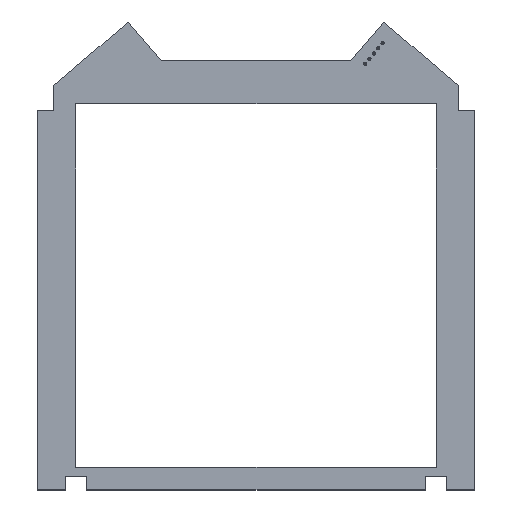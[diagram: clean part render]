
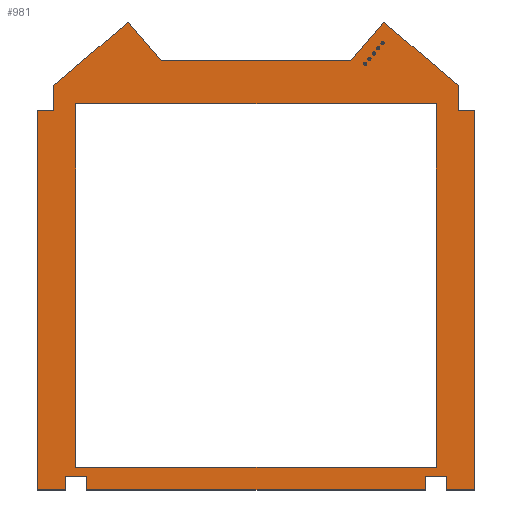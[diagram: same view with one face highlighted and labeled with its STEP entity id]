
A CAD part, top view. The second image highlights one B-rep face of the part: STEP entity #981.
In plain terms, the highlighted planar face has unit normal (0, 0, 1).
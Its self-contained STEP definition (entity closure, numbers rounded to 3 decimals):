
#77 = VERTEX_POINT('',#78);
#78 = CARTESIAN_POINT('',(33.782,-193.167,0.));
#95 = VERTEX_POINT('',#96);
#96 = CARTESIAN_POINT('',(33.782,-188.151,0.));
#102 = EDGE_CURVE('',#77,#95,#103,.T.);
#103 = LINE('',#104,#105);
#104 = CARTESIAN_POINT('',(33.782,-193.167,0.));
#105 = VECTOR('',#106,1.);
#106 = DIRECTION('',(0.,1.,0.));
#117 = VERTEX_POINT('',#118);
#118 = CARTESIAN_POINT('',(159.766,-193.167,0.));
#133 = EDGE_CURVE('',#117,#77,#134,.T.);
#134 = LINE('',#135,#136);
#135 = CARTESIAN_POINT('',(159.766,-193.167,0.));
#136 = VECTOR('',#137,1.);
#137 = DIRECTION('',(-1.,0.,0.));
#157 = VERTEX_POINT('',#158);
#158 = CARTESIAN_POINT('',(25.908,-188.151,0.));
#164 = EDGE_CURVE('',#95,#157,#165,.T.);
#165 = LINE('',#166,#167);
#166 = CARTESIAN_POINT('',(33.782,-188.151,0.));
#167 = VECTOR('',#168,1.);
#168 = DIRECTION('',(-1.,0.,0.));
#179 = VERTEX_POINT('',#180);
#180 = CARTESIAN_POINT('',(159.766,-188.151,0.));
#195 = EDGE_CURVE('',#179,#117,#196,.T.);
#196 = LINE('',#197,#198);
#197 = CARTESIAN_POINT('',(159.766,-188.151,0.));
#198 = VECTOR('',#199,1.);
#199 = DIRECTION('',(0.,-1.,0.));
#219 = VERTEX_POINT('',#220);
#220 = CARTESIAN_POINT('',(25.908,-193.167,0.));
#226 = EDGE_CURVE('',#157,#219,#227,.T.);
#227 = LINE('',#228,#229);
#228 = CARTESIAN_POINT('',(25.908,-188.151,0.));
#229 = VECTOR('',#230,1.);
#230 = DIRECTION('',(0.,-1.,0.));
#241 = VERTEX_POINT('',#242);
#242 = CARTESIAN_POINT('',(167.64,-188.151,0.));
#257 = EDGE_CURVE('',#241,#179,#258,.T.);
#258 = LINE('',#259,#260);
#259 = CARTESIAN_POINT('',(167.64,-188.151,0.));
#260 = VECTOR('',#261,1.);
#261 = DIRECTION('',(-1.,0.,0.));
#281 = VERTEX_POINT('',#282);
#282 = CARTESIAN_POINT('',(15.367,-193.167,0.));
#288 = EDGE_CURVE('',#219,#281,#289,.T.);
#289 = LINE('',#290,#291);
#290 = CARTESIAN_POINT('',(25.908,-193.167,0.));
#291 = VECTOR('',#292,1.);
#292 = DIRECTION('',(-1.,0.,0.));
#303 = VERTEX_POINT('',#304);
#304 = CARTESIAN_POINT('',(167.64,-193.167,0.));
#319 = EDGE_CURVE('',#303,#241,#320,.T.);
#320 = LINE('',#321,#322);
#321 = CARTESIAN_POINT('',(167.64,-193.167,0.));
#322 = VECTOR('',#323,1.);
#323 = DIRECTION('',(0.,1.,0.));
#343 = VERTEX_POINT('',#344);
#344 = CARTESIAN_POINT('',(15.367,-51.88,0.));
#350 = EDGE_CURVE('',#281,#343,#351,.T.);
#351 = LINE('',#352,#353);
#352 = CARTESIAN_POINT('',(15.367,-193.167,0.));
#353 = VECTOR('',#354,1.);
#354 = DIRECTION('',(0.,1.,0.));
#365 = VERTEX_POINT('',#366);
#366 = CARTESIAN_POINT('',(178.181,-193.167,0.));
#381 = EDGE_CURVE('',#365,#303,#382,.T.);
#382 = LINE('',#383,#384);
#383 = CARTESIAN_POINT('',(178.181,-193.167,0.));
#384 = VECTOR('',#385,1.);
#385 = DIRECTION('',(-1.,0.,0.));
#405 = VERTEX_POINT('',#406);
#406 = CARTESIAN_POINT('',(21.336,-51.88,0.));
#412 = EDGE_CURVE('',#343,#405,#413,.T.);
#413 = LINE('',#414,#415);
#414 = CARTESIAN_POINT('',(15.367,-51.88,0.));
#415 = VECTOR('',#416,1.);
#416 = DIRECTION('',(1.,0.,0.));
#427 = VERTEX_POINT('',#428);
#428 = CARTESIAN_POINT('',(178.181,-51.88,0.));
#443 = EDGE_CURVE('',#427,#365,#444,.T.);
#444 = LINE('',#445,#446);
#445 = CARTESIAN_POINT('',(178.181,-51.88,0.));
#446 = VECTOR('',#447,1.);
#447 = DIRECTION('',(0.,-1.,0.));
#467 = VERTEX_POINT('',#468);
#468 = CARTESIAN_POINT('',(21.336,-42.509,0.));
#474 = EDGE_CURVE('',#405,#467,#475,.T.);
#475 = LINE('',#476,#477);
#476 = CARTESIAN_POINT('',(21.336,-51.88,0.));
#477 = VECTOR('',#478,1.);
#478 = DIRECTION('',(0.,1.,0.));
#489 = VERTEX_POINT('',#490);
#490 = CARTESIAN_POINT('',(172.212,-51.88,0.));
#505 = EDGE_CURVE('',#489,#427,#506,.T.);
#506 = LINE('',#507,#508);
#507 = CARTESIAN_POINT('',(172.212,-51.88,0.));
#508 = VECTOR('',#509,1.);
#509 = DIRECTION('',(1.,0.,0.));
#529 = VERTEX_POINT('',#530);
#530 = CARTESIAN_POINT('',(49.19,-18.8,0.));
#536 = EDGE_CURVE('',#467,#529,#537,.T.);
#537 = LINE('',#538,#539);
#538 = CARTESIAN_POINT('',(21.336,-42.509,0.));
#539 = VECTOR('',#540,1.);
#540 = DIRECTION('',(0.761,0.648,0.));
#551 = VERTEX_POINT('',#552);
#552 = CARTESIAN_POINT('',(172.212,-42.509,0.));
#567 = EDGE_CURVE('',#551,#489,#568,.T.);
#568 = LINE('',#569,#570);
#569 = CARTESIAN_POINT('',(172.212,-42.509,0.));
#570 = VECTOR('',#571,1.);
#571 = DIRECTION('',(0.,-1.,0.));
#591 = VERTEX_POINT('',#592);
#592 = CARTESIAN_POINT('',(61.456,-33.211,0.));
#598 = EDGE_CURVE('',#529,#591,#599,.T.);
#599 = LINE('',#600,#601);
#600 = CARTESIAN_POINT('',(49.19,-18.8,0.));
#601 = VECTOR('',#602,1.);
#602 = DIRECTION('',(0.648,-0.761,0.));
#613 = VERTEX_POINT('',#614);
#614 = CARTESIAN_POINT('',(144.358,-18.8,0.));
#629 = EDGE_CURVE('',#613,#551,#630,.T.);
#630 = LINE('',#631,#632);
#631 = CARTESIAN_POINT('',(144.358,-18.8,0.));
#632 = VECTOR('',#633,1.);
#633 = DIRECTION('',(0.761,-0.648,0.));
#653 = VERTEX_POINT('',#654);
#654 = CARTESIAN_POINT('',(132.092,-33.211,0.));
#660 = EDGE_CURVE('',#591,#653,#661,.T.);
#661 = LINE('',#662,#663);
#662 = CARTESIAN_POINT('',(61.456,-33.211,0.));
#663 = VECTOR('',#664,1.);
#664 = DIRECTION('',(1.,0.,0.));
#682 = EDGE_CURVE('',#653,#613,#683,.T.);
#683 = LINE('',#684,#685);
#684 = CARTESIAN_POINT('',(132.092,-33.211,0.));
#685 = VECTOR('',#686,1.);
#686 = DIRECTION('',(0.648,0.761,0.));
#697 = VERTEX_POINT('',#698);
#698 = CARTESIAN_POINT('',(139.647,-32.471,0.));
#714 = EDGE_CURVE('',#697,#697,#715,.T.);
#715 = CIRCLE('',#716,0.6);
#716 = AXIS2_PLACEMENT_3D('',#717,#718,#719);
#717 = CARTESIAN_POINT('',(139.047,-32.471,0.));
#718 = DIRECTION('',(0.,0.,1.));
#719 = DIRECTION('',(1.,0.,-0.));
#730 = VERTEX_POINT('',#731);
#731 = CARTESIAN_POINT('',(141.279,-30.525,0.));
#747 = EDGE_CURVE('',#730,#730,#748,.T.);
#748 = CIRCLE('',#749,0.6);
#749 = AXIS2_PLACEMENT_3D('',#750,#751,#752);
#750 = CARTESIAN_POINT('',(140.679,-30.525,0.));
#751 = DIRECTION('',(0.,0.,1.));
#752 = DIRECTION('',(1.,0.,-0.));
#763 = VERTEX_POINT('',#764);
#764 = CARTESIAN_POINT('',(144.545,-26.634,0.));
#780 = EDGE_CURVE('',#763,#763,#781,.T.);
#781 = CIRCLE('',#782,0.6);
#782 = AXIS2_PLACEMENT_3D('',#783,#784,#785);
#783 = CARTESIAN_POINT('',(143.945,-26.634,0.));
#784 = DIRECTION('',(0.,0.,1.));
#785 = DIRECTION('',(1.,0.,-0.));
#796 = VERTEX_POINT('',#797);
#797 = CARTESIAN_POINT('',(142.912,-28.58,0.));
#813 = EDGE_CURVE('',#796,#796,#814,.T.);
#814 = CIRCLE('',#815,0.6);
#815 = AXIS2_PLACEMENT_3D('',#816,#817,#818);
#816 = CARTESIAN_POINT('',(142.312,-28.58,0.));
#817 = DIRECTION('',(0.,0.,1.));
#818 = DIRECTION('',(1.,0.,-0.));
#829 = VERTEX_POINT('',#830);
#830 = CARTESIAN_POINT('',(138.014,-34.417,0.));
#846 = EDGE_CURVE('',#829,#829,#847,.T.);
#847 = CIRCLE('',#848,0.6);
#848 = AXIS2_PLACEMENT_3D('',#849,#850,#851);
#849 = CARTESIAN_POINT('',(137.414,-34.417,0.));
#850 = DIRECTION('',(0.,0.,1.));
#851 = DIRECTION('',(1.,0.,-0.));
#862 = VERTEX_POINT('',#863);
#863 = CARTESIAN_POINT('',(29.591,-49.34,0.));
#880 = VERTEX_POINT('',#881);
#881 = CARTESIAN_POINT('',(163.957,-49.34,0.));
#887 = EDGE_CURVE('',#862,#880,#888,.T.);
#888 = LINE('',#889,#890);
#889 = CARTESIAN_POINT('',(29.591,-49.34,0.));
#890 = VECTOR('',#891,1.);
#891 = DIRECTION('',(1.,0.,0.));
#902 = VERTEX_POINT('',#903);
#903 = CARTESIAN_POINT('',(29.591,-184.658,0.));
#918 = EDGE_CURVE('',#902,#862,#919,.T.);
#919 = LINE('',#920,#921);
#920 = CARTESIAN_POINT('',(29.591,-184.658,0.));
#921 = VECTOR('',#922,1.);
#922 = DIRECTION('',(0.,1.,0.));
#942 = VERTEX_POINT('',#943);
#943 = CARTESIAN_POINT('',(163.957,-184.658,0.));
#949 = EDGE_CURVE('',#880,#942,#950,.T.);
#950 = LINE('',#951,#952);
#951 = CARTESIAN_POINT('',(163.957,-49.34,0.));
#952 = VECTOR('',#953,1.);
#953 = DIRECTION('',(0.,-1.,0.));
#971 = EDGE_CURVE('',#942,#902,#972,.T.);
#972 = LINE('',#973,#974);
#973 = CARTESIAN_POINT('',(163.957,-184.658,0.));
#974 = VECTOR('',#975,1.);
#975 = DIRECTION('',(-1.,0.,0.));
#981 = ADVANCED_FACE('',(#982,#1004,#1007,#1010,#1013,#1016,#1019),#1025
  ,.F.);
#982 = FACE_BOUND('',#983,.F.);
#983 = EDGE_LOOP('',(#984,#985,#986,#987,#988,#989,#990,#991,#992,#993,
    #994,#995,#996,#997,#998,#999,#1000,#1001,#1002,#1003));
#984 = ORIENTED_EDGE('',*,*,#102,.T.);
#985 = ORIENTED_EDGE('',*,*,#164,.T.);
#986 = ORIENTED_EDGE('',*,*,#226,.T.);
#987 = ORIENTED_EDGE('',*,*,#288,.T.);
#988 = ORIENTED_EDGE('',*,*,#350,.T.);
#989 = ORIENTED_EDGE('',*,*,#412,.T.);
#990 = ORIENTED_EDGE('',*,*,#474,.T.);
#991 = ORIENTED_EDGE('',*,*,#536,.T.);
#992 = ORIENTED_EDGE('',*,*,#598,.T.);
#993 = ORIENTED_EDGE('',*,*,#660,.T.);
#994 = ORIENTED_EDGE('',*,*,#682,.T.);
#995 = ORIENTED_EDGE('',*,*,#629,.T.);
#996 = ORIENTED_EDGE('',*,*,#567,.T.);
#997 = ORIENTED_EDGE('',*,*,#505,.T.);
#998 = ORIENTED_EDGE('',*,*,#443,.T.);
#999 = ORIENTED_EDGE('',*,*,#381,.T.);
#1000 = ORIENTED_EDGE('',*,*,#319,.T.);
#1001 = ORIENTED_EDGE('',*,*,#257,.T.);
#1002 = ORIENTED_EDGE('',*,*,#195,.T.);
#1003 = ORIENTED_EDGE('',*,*,#133,.T.);
#1004 = FACE_BOUND('',#1005,.F.);
#1005 = EDGE_LOOP('',(#1006));
#1006 = ORIENTED_EDGE('',*,*,#714,.T.);
#1007 = FACE_BOUND('',#1008,.F.);
#1008 = EDGE_LOOP('',(#1009));
#1009 = ORIENTED_EDGE('',*,*,#747,.T.);
#1010 = FACE_BOUND('',#1011,.F.);
#1011 = EDGE_LOOP('',(#1012));
#1012 = ORIENTED_EDGE('',*,*,#780,.T.);
#1013 = FACE_BOUND('',#1014,.F.);
#1014 = EDGE_LOOP('',(#1015));
#1015 = ORIENTED_EDGE('',*,*,#813,.T.);
#1016 = FACE_BOUND('',#1017,.F.);
#1017 = EDGE_LOOP('',(#1018));
#1018 = ORIENTED_EDGE('',*,*,#846,.T.);
#1019 = FACE_BOUND('',#1020,.F.);
#1020 = EDGE_LOOP('',(#1021,#1022,#1023,#1024));
#1021 = ORIENTED_EDGE('',*,*,#887,.F.);
#1022 = ORIENTED_EDGE('',*,*,#918,.F.);
#1023 = ORIENTED_EDGE('',*,*,#971,.F.);
#1024 = ORIENTED_EDGE('',*,*,#949,.F.);
#1025 = PLANE('',#1026);
#1026 = AXIS2_PLACEMENT_3D('',#1027,#1028,#1029);
#1027 = CARTESIAN_POINT('',(96.774,-113.453,0.));
#1028 = DIRECTION('',(-0.,-0.,-1.));
#1029 = DIRECTION('',(-1.,0.,0.));
